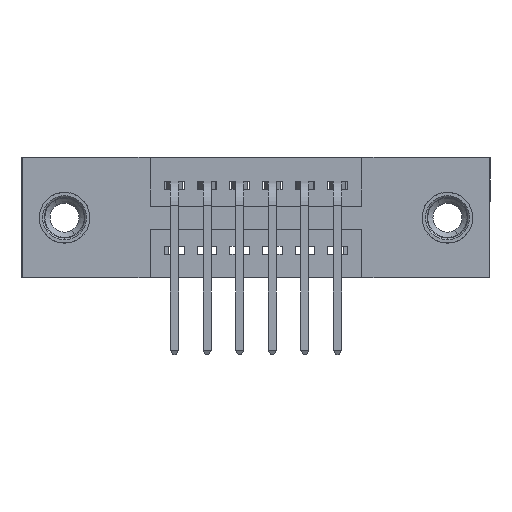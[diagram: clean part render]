
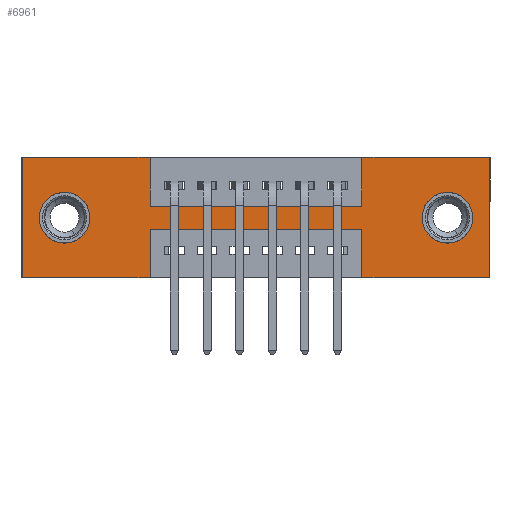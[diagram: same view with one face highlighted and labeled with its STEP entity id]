
A CAD part, front view. The second image highlights one B-rep face of the part: STEP entity #6961.
In plain terms, the highlighted planar face has unit normal (0, -1, 0).
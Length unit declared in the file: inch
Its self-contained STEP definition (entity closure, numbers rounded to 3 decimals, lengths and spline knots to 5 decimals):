
#9 = VERTEX_POINT ( 'NONE', #9254 ) ;
#77 = LINE ( 'NONE', #12489, #13972 ) ;
#187 = ORIENTED_EDGE ( 'NONE', *, *, #12173, .T. ) ;
#418 = DIRECTION ( 'NONE',  ( 0., 1., 0. ) ) ;
#454 = DIRECTION ( 'NONE',  ( -1., 0., 0. ) ) ;
#489 = EDGE_CURVE ( 'NONE', #2791, #12741, #5873, .T. ) ;
#780 = DIRECTION ( 'NONE',  ( 0., 0., -1. ) ) ;
#921 = VECTOR ( 'NONE', #5019, 39.37008 ) ;
#1092 = ORIENTED_EDGE ( 'NONE', *, *, #7338, .F. ) ;
#1129 = FACE_BOUND ( 'NONE', #4366, .T. ) ;
#1519 = ORIENTED_EDGE ( 'NONE', *, *, #489, .F. ) ;
#1527 = LINE ( 'NONE', #11551, #7410 ) ;
#1584 = CARTESIAN_POINT ( 'NONE',  ( 1.305, 0., -0.185 ) ) ;
#1605 = DIRECTION ( 'NONE',  ( 0., 1., 0. ) ) ;
#1659 = LINE ( 'NONE', #9135, #10435 ) ;
#1903 = CARTESIAN_POINT ( 'NONE',  ( 1.305, 0., -0.263 ) ) ;
#2027 = VECTOR ( 'NONE', #12052, 39.37008 ) ;
#2193 = CARTESIAN_POINT ( 'NONE',  ( 0.3925, 0., -0.22 ) ) ;
#2298 = CIRCLE ( 'NONE', #10116, 0.078 ) ;
#2451 = ORIENTED_EDGE ( 'NONE', *, *, #7453, .T. ) ;
#2702 = DIRECTION ( 'NONE',  ( 0., 0., -1. ) ) ;
#2773 = CARTESIAN_POINT ( 'NONE',  ( 0.3925, 0., -0.22 ) ) ;
#2787 = CARTESIAN_POINT ( 'NONE',  ( 1.435, 0., 0. ) ) ;
#2791 = VERTEX_POINT ( 'NONE', #11947 ) ;
#2921 = DIRECTION ( 'NONE',  ( 1., 0., 0. ) ) ;
#3058 = EDGE_LOOP ( 'NONE', ( #1092, #6303, #12774, #9916, #10664, #7042, #1519, #13393, #8635, #5042, #6939, #6696 ) ) ;
#3088 = DIRECTION ( 'NONE',  ( 1., 0., 0. ) ) ;
#3192 = EDGE_CURVE ( 'NONE', #10884, #9260, #12115, .T. ) ;
#3239 = CARTESIAN_POINT ( 'NONE',  ( 1.0425, 0., 0. ) ) ;
#3756 = FACE_BOUND ( 'NONE', #11949, .T. ) ;
#3897 = CARTESIAN_POINT ( 'NONE',  ( 0.3925, 0., 0. ) ) ;
#4093 = FACE_OUTER_BOUND ( 'NONE', #3058, .T. ) ;
#4129 = DIRECTION ( 'NONE',  ( 0., 0., -1. ) ) ;
#4270 = DIRECTION ( 'NONE',  ( 0., 1., 0. ) ) ;
#4279 = DIRECTION ( 'NONE',  ( -1., 0., 0. ) ) ;
#4366 = EDGE_LOOP ( 'NONE', ( #187, #2451 ) ) ;
#4409 = CARTESIAN_POINT ( 'NONE',  ( 1.0425, 0., -0.37 ) ) ;
#4473 = VERTEX_POINT ( 'NONE', #12696 ) ;
#4944 = LINE ( 'NONE', #2773, #10428 ) ;
#4979 = EDGE_CURVE ( 'NONE', #9260, #12513, #6942, .T. ) ;
#4988 = VECTOR ( 'NONE', #3088, 39.37008 ) ;
#5019 = DIRECTION ( 'NONE',  ( 0., 0., -1. ) ) ;
#5042 = ORIENTED_EDGE ( 'NONE', *, *, #4979, .F. ) ;
#5189 = PLANE ( 'NONE',  #13366 ) ;
#5284 = CARTESIAN_POINT ( 'NONE',  ( 0.13, 0., -0.263 ) ) ;
#5615 = EDGE_CURVE ( 'NONE', #12741, #6771, #13674, .T. ) ;
#5756 = VERTEX_POINT ( 'NONE', #12189 ) ;
#5873 = LINE ( 'NONE', #11875, #8802 ) ;
#5918 = AXIS2_PLACEMENT_3D ( 'NONE', #10823, #4270, #11919 ) ;
#6303 = ORIENTED_EDGE ( 'NONE', *, *, #14148, .F. ) ;
#6533 = VECTOR ( 'NONE', #4279, 39.37008 ) ;
#6653 = EDGE_CURVE ( 'NONE', #4473, #2791, #1659, .T. ) ;
#6696 = ORIENTED_EDGE ( 'NONE', *, *, #14072, .F. ) ;
#6771 = VERTEX_POINT ( 'NONE', #9324 ) ;
#6894 = CARTESIAN_POINT ( 'NONE',  ( 0.3925, 0., -0.37 ) ) ;
#6914 = VERTEX_POINT ( 'NONE', #10634 ) ;
#6939 = ORIENTED_EDGE ( 'NONE', *, *, #3192, .F. ) ;
#6942 = LINE ( 'NONE', #9517, #12729 ) ;
#6961 = ADVANCED_FACE ( 'NONE', ( #1129, #3756, #4093 ), #5189, .T. ) ;
#6996 = AXIS2_PLACEMENT_3D ( 'NONE', #1584, #9306, #2702 ) ;
#7011 = VERTEX_POINT ( 'NONE', #9679 ) ;
#7029 = CARTESIAN_POINT ( 'NONE',  ( 0.13, 0., -0.185 ) ) ;
#7042 = ORIENTED_EDGE ( 'NONE', *, *, #5615, .F. ) ;
#7338 = EDGE_CURVE ( 'NONE', #12813, #8282, #13450, .T. ) ;
#7410 = VECTOR ( 'NONE', #780, 39.37008 ) ;
#7453 = EDGE_CURVE ( 'NONE', #10265, #12252, #12770, .T. ) ;
#7466 = ORIENTED_EDGE ( 'NONE', *, *, #8097, .T. ) ;
#7499 = LINE ( 'NONE', #2787, #921 ) ;
#7536 = CIRCLE ( 'NONE', #11586, 0.078 ) ;
#7684 = CARTESIAN_POINT ( 'NONE',  ( 0., 0., 0. ) ) ;
#8058 = VECTOR ( 'NONE', #13411, 39.37008 ) ;
#8097 = EDGE_CURVE ( 'NONE', #5756, #12136, #2298, .T. ) ;
#8159 = DIRECTION ( 'NONE',  ( 0., 0., 1. ) ) ;
#8203 = EDGE_CURVE ( 'NONE', #6771, #6914, #7499, .T. ) ;
#8247 = CARTESIAN_POINT ( 'NONE',  ( 0.13, 0., -0.185 ) ) ;
#8282 = VERTEX_POINT ( 'NONE', #12722 ) ;
#8510 = CARTESIAN_POINT ( 'NONE',  ( 0., 0., -0.37 ) ) ;
#8635 = ORIENTED_EDGE ( 'NONE', *, *, #12063, .F. ) ;
#8802 = VECTOR ( 'NONE', #11529, 39.37008 ) ;
#8892 = CARTESIAN_POINT ( 'NONE',  ( 0., 0., -0.37 ) ) ;
#9135 = CARTESIAN_POINT ( 'NONE',  ( 0.3925, 0., -0.15 ) ) ;
#9254 = CARTESIAN_POINT ( 'NONE',  ( 1.0425, 0., -0.37 ) ) ;
#9260 = VERTEX_POINT ( 'NONE', #7684 ) ;
#9306 = DIRECTION ( 'NONE',  ( 0., 1., 0. ) ) ;
#9324 = CARTESIAN_POINT ( 'NONE',  ( 1.435, 0., 0. ) ) ;
#9328 = DIRECTION ( 'NONE',  ( 0., 0., 1. ) ) ;
#9367 = DIRECTION ( 'NONE',  ( -1., 0., 0. ) ) ;
#9517 = CARTESIAN_POINT ( 'NONE',  ( 0., 0., 0. ) ) ;
#9679 = CARTESIAN_POINT ( 'NONE',  ( 1.0425, 0., -0.22 ) ) ;
#9874 = CARTESIAN_POINT ( 'NONE',  ( 1.305, 0., -0.107 ) ) ;
#9916 = ORIENTED_EDGE ( 'NONE', *, *, #11651, .F. ) ;
#10116 = AXIS2_PLACEMENT_3D ( 'NONE', #7029, #418, #8159 ) ;
#10222 = DIRECTION ( 'NONE',  ( 1., 0., 0. ) ) ;
#10265 = VERTEX_POINT ( 'NONE', #1903 ) ;
#10335 = CARTESIAN_POINT ( 'NONE',  ( 0., 0., 0. ) ) ;
#10428 = VECTOR ( 'NONE', #9367, 39.37008 ) ;
#10435 = VECTOR ( 'NONE', #10222, 39.37008 ) ;
#10634 = CARTESIAN_POINT ( 'NONE',  ( 1.435, 0., -0.37 ) ) ;
#10664 = ORIENTED_EDGE ( 'NONE', *, *, #8203, .F. ) ;
#10683 = DIRECTION ( 'NONE',  ( 0., -1., 0. ) ) ;
#10812 = LINE ( 'NONE', #4409, #2027 ) ;
#10823 = CARTESIAN_POINT ( 'NONE',  ( 1.305, 0., -0.185 ) ) ;
#10836 = CARTESIAN_POINT ( 'NONE',  ( 0., 0., -0.37 ) ) ;
#10884 = VERTEX_POINT ( 'NONE', #8892 ) ;
#11203 = DIRECTION ( 'NONE',  ( 0., 0., 1. ) ) ;
#11245 = ORIENTED_EDGE ( 'NONE', *, *, #13727, .T. ) ;
#11529 = DIRECTION ( 'NONE',  ( 0., 0., 1. ) ) ;
#11551 = CARTESIAN_POINT ( 'NONE',  ( 0.3925, 0., 0. ) ) ;
#11586 = AXIS2_PLACEMENT_3D ( 'NONE', #8247, #1605, #9328 ) ;
#11651 = EDGE_CURVE ( 'NONE', #6914, #9, #11686, .T. ) ;
#11686 = LINE ( 'NONE', #10836, #6533 ) ;
#11833 = CIRCLE ( 'NONE', #5918, 0.078 ) ;
#11875 = CARTESIAN_POINT ( 'NONE',  ( 1.0425, 0., 0. ) ) ;
#11919 = DIRECTION ( 'NONE',  ( 0., 0., -1. ) ) ;
#11947 = CARTESIAN_POINT ( 'NONE',  ( 1.0425, 0., -0.15 ) ) ;
#11949 = EDGE_LOOP ( 'NONE', ( #7466, #11245 ) ) ;
#12052 = DIRECTION ( 'NONE',  ( 0., 0., 1. ) ) ;
#12063 = EDGE_CURVE ( 'NONE', #12513, #4473, #1527, .T. ) ;
#12115 = LINE ( 'NONE', #10335, #13969 ) ;
#12136 = VERTEX_POINT ( 'NONE', #5284 ) ;
#12173 = EDGE_CURVE ( 'NONE', #12252, #10265, #11833, .T. ) ;
#12189 = CARTESIAN_POINT ( 'NONE',  ( 0.13, 0., -0.107 ) ) ;
#12252 = VERTEX_POINT ( 'NONE', #9874 ) ;
#12255 = EDGE_CURVE ( 'NONE', #9, #7011, #10812, .T. ) ;
#12489 = CARTESIAN_POINT ( 'NONE',  ( 0., 0., -0.37 ) ) ;
#12513 = VERTEX_POINT ( 'NONE', #3897 ) ;
#12696 = CARTESIAN_POINT ( 'NONE',  ( 0.3925, 0., -0.15 ) ) ;
#12722 = CARTESIAN_POINT ( 'NONE',  ( 0.3925, 0., -0.37 ) ) ;
#12729 = VECTOR ( 'NONE', #2921, 39.37008 ) ;
#12741 = VERTEX_POINT ( 'NONE', #3239 ) ;
#12770 = CIRCLE ( 'NONE', #6996, 0.078 ) ;
#12774 = ORIENTED_EDGE ( 'NONE', *, *, #12255, .F. ) ;
#12813 = VERTEX_POINT ( 'NONE', #2193 ) ;
#12935 = CARTESIAN_POINT ( 'NONE',  ( 0., 0., 0. ) ) ;
#13366 = AXIS2_PLACEMENT_3D ( 'NONE', #8510, #10683, #4129 ) ;
#13393 = ORIENTED_EDGE ( 'NONE', *, *, #6653, .F. ) ;
#13411 = DIRECTION ( 'NONE',  ( 0., 0., -1. ) ) ;
#13450 = LINE ( 'NONE', #6894, #8058 ) ;
#13674 = LINE ( 'NONE', #12935, #4988 ) ;
#13727 = EDGE_CURVE ( 'NONE', #12136, #5756, #7536, .T. ) ;
#13969 = VECTOR ( 'NONE', #11203, 39.37008 ) ;
#13972 = VECTOR ( 'NONE', #454, 39.37008 ) ;
#14072 = EDGE_CURVE ( 'NONE', #8282, #10884, #77, .T. ) ;
#14148 = EDGE_CURVE ( 'NONE', #7011, #12813, #4944, .T. ) ;
